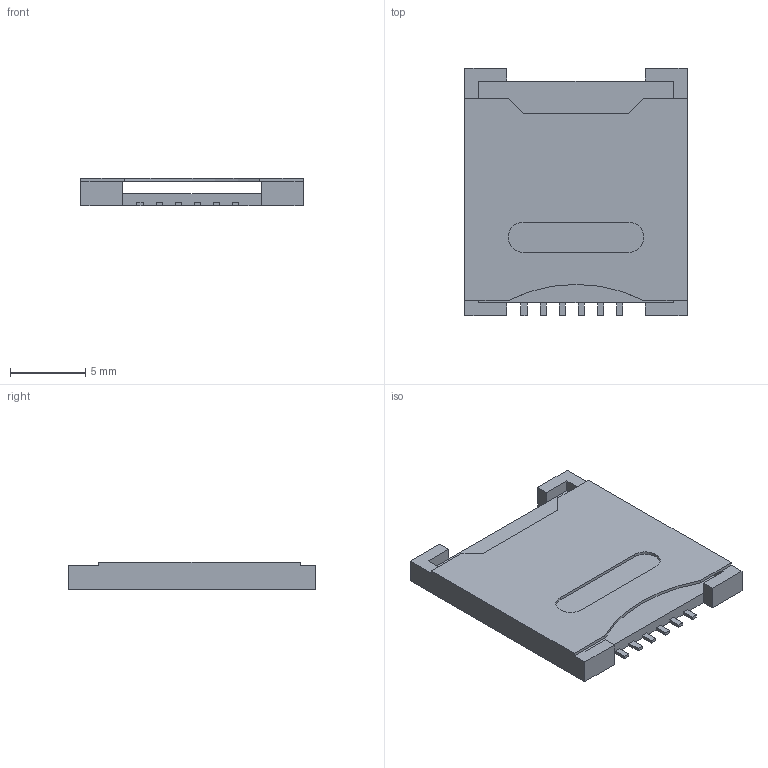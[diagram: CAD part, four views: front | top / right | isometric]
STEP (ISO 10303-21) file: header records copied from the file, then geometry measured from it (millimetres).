
FILE_DESCRIPTION(('FreeCAD Model'),'2;1');
FILE_NAME('Open CASCADE Shape Model','2023-01-01T15:53:07',('Author'),( ''),'Open CASCADE STEP processor 7.5','FreeCAD','Unknown');
FILE_SCHEMA(('AUTOMOTIVE_DESIGN { 1 0 10303 214 1 1 1 1 }'));
Length unit declared in the file: millimetre
Products named in the file (1): Body
Bounding box: 14.75 x 16.4 x 1.8 mm (x, y, z)
Volume: 242.7 mm3; surface area: 879.3 mm2
Topology: 1 solids, 1 shells, 68 faces, 184 edges, 116 vertices
Faces by surface type: plane 65, cylinder 3
Entity records: 4514 total; most frequent: CARTESIAN_POINT 773, DIRECTION 690, LINE 540, VECTOR 540, ORIENTED_EDGE 368, PCURVE 368, DEFINITIONAL_REPRESENTATION 368, EDGE_CURVE 184
